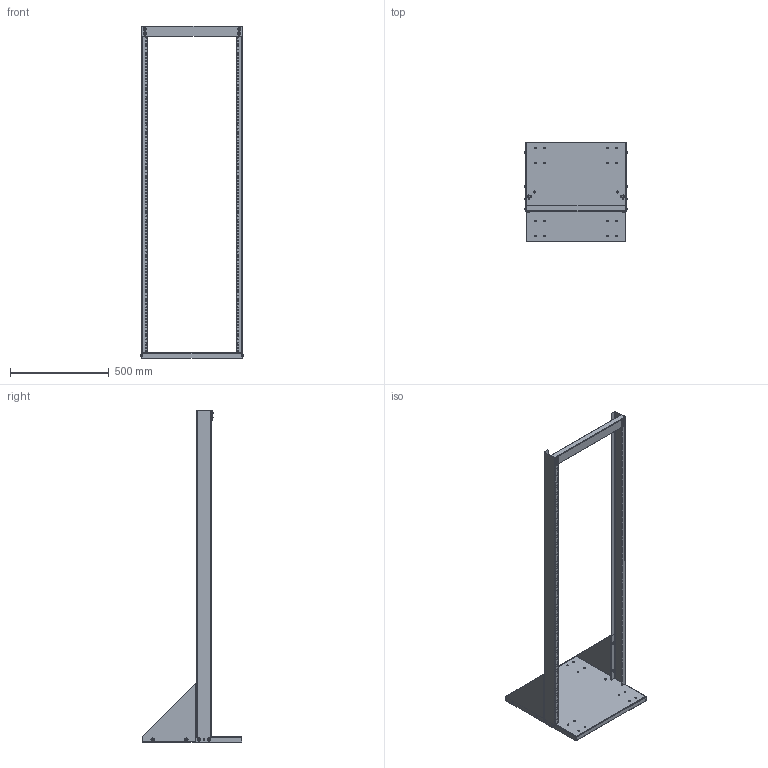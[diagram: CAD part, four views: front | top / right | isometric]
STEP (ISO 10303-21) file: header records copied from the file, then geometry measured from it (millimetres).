
FILE_DESCRIPTION (( 'STEP AP203' ), '1' );
FILE_NAME ('DNRR1963LDK.step', '2020-11-12T17:04:17', ( 'ADC123' ), ( 'Microsoft' ), 'SwSTEP 2.0', 'SolidWorks 2019', '' );
FILE_SCHEMA (( 'CONFIG_CONTROL_DESIGN' ));
Length unit declared in the file: inch
Products named in the file (1): DNRR1963LDK
Bounding box: 518.1 x 503.22 x 1679.58 mm (x, y, z)
Volume: 2066918.9 mm3; surface area: 1760391.5 mm2
Topology: 54 solids, 54 shells, 1062 faces, 2646 edges, 1724 vertices
Faces by surface type: plane 584, cylinder 374, bspline 56, torus 32, cone 16
Full cylindrical faces by diameter (mm): 4.496 x216, 4.976 x16, 6.35 x16, 7.137 x26, 7.163 x16, 7.95 x20, 11.1 x2, 11.887 x16, 15.875 x16
Entity records: 32545 total; most frequent: CARTESIAN_POINT 7811, DIRECTION 4784, ORIENTED_EDGE 4476, EDGE_CURVE 2238, EDGE_LOOP 2070, AXIS2_PLACEMENT_3D 1843, VERTEX_POINT 1692, FACE_OUTER_BOUND 1422
